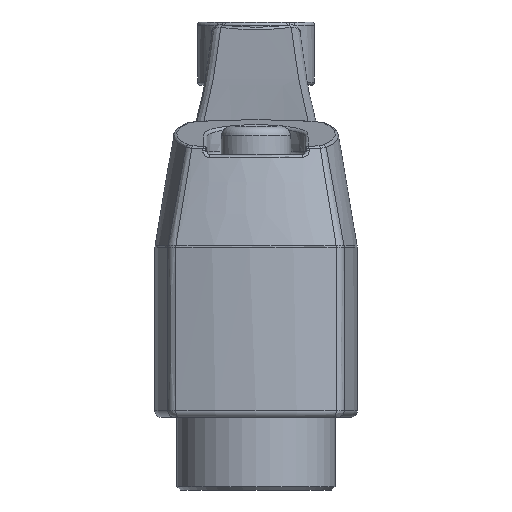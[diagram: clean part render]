
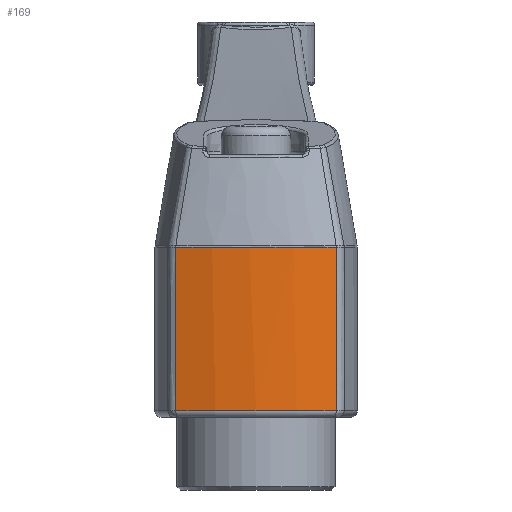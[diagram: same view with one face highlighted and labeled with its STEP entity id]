
A CAD part, left-side view. The second image highlights one B-rep face of the part: STEP entity #169.
In plain terms, the highlighted cylindrical face has radius 39.985 mm (diameter 79.97 mm), a partial arc.
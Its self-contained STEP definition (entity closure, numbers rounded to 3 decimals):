
#169 = ADVANCED_FACE( '', ( #467 ), #468, .T. );
#467 = FACE_OUTER_BOUND( '', #972, .T. );
#468 = CYLINDRICAL_SURFACE( '', #973, 39.985 );
#972 = EDGE_LOOP( '', ( #12003, #12004, #12005, #12006 ) );
#973 = AXIS2_PLACEMENT_3D( '', #12007, #12008, #12009 );
#12003 = ORIENTED_EDGE( '', *, *, #12925, .T. );
#12004 = ORIENTED_EDGE( '', *, *, #12926, .T. );
#12005 = ORIENTED_EDGE( '', *, *, #12927, .T. );
#12006 = ORIENTED_EDGE( '', *, *, #12928, .T. );
#12007 = CARTESIAN_POINT( '', ( 23.985, 0., 0. ) );
#12008 = DIRECTION( '', ( 0., 0., 1. ) );
#12009 = DIRECTION( '', ( -1., 0., 0. ) );
#12925 = EDGE_CURVE( '', #13375, #13376, #13377, .T. );
#12926 = EDGE_CURVE( '', #13376, #13378, #13379, .F. );
#12927 = EDGE_CURVE( '', #13378, #13380, #13381, .T. );
#12928 = EDGE_CURVE( '', #13380, #13375, #13382, .T. );
#13375 = VERTEX_POINT( '', #14120 );
#13376 = VERTEX_POINT( '', #14121 );
#13377 = B_SPLINE_CURVE_WITH_KNOTS( '', 3, ( #14122, #14123, #14124, #14125 ), .UNSPECIFIED., .F., .F., ( 4, 4 ), ( 0.006, 0.963 ), .UNSPECIFIED. );
#13378 = VERTEX_POINT( '', #14126 );
#13379 = CIRCLE( '', #14127, 39.985 );
#13380 = VERTEX_POINT( '', #14128 );
#13381 = B_SPLINE_CURVE_WITH_KNOTS( '', 3, ( #14129, #14130, #14131, #14132 ), .UNSPECIFIED., .F., .F., ( 4, 4 ), ( 0.037, 0.994 ), .UNSPECIFIED. );
#13382 = B_SPLINE_CURVE_WITH_KNOTS( '', 3, ( #14133, #14134, #14135, #14136, #14137, #14138, #14139, #14140, #14141, #14142, #14143, #14144, #14145, #14146, #14147, #14148, #14149, #14150, #14151, #14152, #14153, #14154, #14155, #14156, #14157, #14158, #14159, #14160, #14161, #14162, #14163, #14164, #14165, #14166, #14167, #14168, #14169, #14170, #14171, #14172 ), .UNSPECIFIED., .F., .F., ( 4, 1, 2, 2, 2, 2, 2, 2, 2, 2, 2, 2, 2, 2, 2, 1, 2, 2, 2, 2, 4 ), ( 0., 0.001, 0.002, 0.003, 0.005, 0.006, 0.007, 0.008, 0.01, 0.011, 0.013, 0.014, 0.016, 0.018, 0.018, 0.019, 0.021, 0.022, 0.022, 0.024, 0.026 ), .UNSPECIFIED. );
#14120 = CARTESIAN_POINT( '', ( -13.938, 12.675, 26.844 ) );
#14121 = CARTESIAN_POINT( '', ( -13.938, 12.675, 1. ) );
#14122 = CARTESIAN_POINT( '', ( -13.938, 12.675, 26.844 ) );
#14123 = CARTESIAN_POINT( '', ( -13.938, 12.675, 18.23 ) );
#14124 = CARTESIAN_POINT( '', ( -13.938, 12.675, 9.615 ) );
#14125 = CARTESIAN_POINT( '', ( -13.938, 12.675, 1. ) );
#14126 = CARTESIAN_POINT( '', ( -13.938, -12.675, 1. ) );
#14127 = AXIS2_PLACEMENT_3D( '', #18716, #18717, #18718 );
#14128 = CARTESIAN_POINT( '', ( -13.938, -12.675, 26.844 ) );
#14129 = CARTESIAN_POINT( '', ( -13.938, -12.675, 1. ) );
#14130 = CARTESIAN_POINT( '', ( -13.938, -12.675, 9.615 ) );
#14131 = CARTESIAN_POINT( '', ( -13.938, -12.675, 18.23 ) );
#14132 = CARTESIAN_POINT( '', ( -13.938, -12.675, 26.844 ) );
#14133 = CARTESIAN_POINT( '', ( -13.938, -12.675, 26.844 ) );
#14134 = CARTESIAN_POINT( '', ( -14.024, -12.418, 26.845 ) );
#14135 = CARTESIAN_POINT( '', ( -14.19, -11.903, 26.847 ) );
#14136 = CARTESIAN_POINT( '', ( -14.346, -11.386, 26.848 ) );
#14137 = CARTESIAN_POINT( '', ( -14.571, -10.61, 26.851 ) );
#14138 = CARTESIAN_POINT( '', ( -14.71, -10.09, 26.852 ) );
#14139 = CARTESIAN_POINT( '', ( -14.967, -9.048, 26.855 ) );
#14140 = CARTESIAN_POINT( '', ( -15.084, -8.525, 26.856 ) );
#14141 = CARTESIAN_POINT( '', ( -15.299, -7.475, 26.859 ) );
#14142 = CARTESIAN_POINT( '', ( -15.395, -6.949, 26.86 ) );
#14143 = CARTESIAN_POINT( '', ( -15.524, -6.157, 26.861 ) );
#14144 = CARTESIAN_POINT( '', ( -15.564, -5.892, 26.861 ) );
#14145 = CARTESIAN_POINT( '', ( -15.64, -5.362, 26.862 ) );
#14146 = CARTESIAN_POINT( '', ( -15.675, -5.097, 26.863 ) );
#14147 = CARTESIAN_POINT( '', ( -15.772, -4.3, 26.864 ) );
#14148 = CARTESIAN_POINT( '', ( -15.826, -3.766, 26.864 ) );
#14149 = CARTESIAN_POINT( '', ( -15.913, -2.696, 26.865 ) );
#14150 = CARTESIAN_POINT( '', ( -15.945, -2.16, 26.865 ) );
#14151 = CARTESIAN_POINT( '', ( -15.989, -1.082, 26.866 ) );
#14152 = CARTESIAN_POINT( '', ( -16., -0.542, 26.866 ) );
#14153 = CARTESIAN_POINT( '', ( -16., 0.542, 26.866 ) );
#14154 = CARTESIAN_POINT( '', ( -15.989, 1.082, 26.866 ) );
#14155 = CARTESIAN_POINT( '', ( -15.945, 2.16, 26.865 ) );
#14156 = CARTESIAN_POINT( '', ( -15.913, 2.696, 26.865 ) );
#14157 = CARTESIAN_POINT( '', ( -15.826, 3.766, 26.864 ) );
#14158 = CARTESIAN_POINT( '', ( -15.772, 4.3, 26.864 ) );
#14159 = CARTESIAN_POINT( '', ( -15.675, 5.097, 26.862 ) );
#14160 = CARTESIAN_POINT( '', ( -15.64, 5.362, 26.862 ) );
#14161 = CARTESIAN_POINT( '', ( -15.564, 5.892, 26.861 ) );
#14162 = CARTESIAN_POINT( '', ( -15.443, 6.686, 26.86 ) );
#14163 = CARTESIAN_POINT( '', ( -15.299, 7.475, 26.858 ) );
#14164 = CARTESIAN_POINT( '', ( -15.138, 8.262, 26.857 ) );
#14165 = CARTESIAN_POINT( '', ( -15.082, 8.524, 26.856 ) );
#14166 = CARTESIAN_POINT( '', ( -14.964, 9.047, 26.855 ) );
#14167 = CARTESIAN_POINT( '', ( -14.902, 9.308, 26.854 ) );
#14168 = CARTESIAN_POINT( '', ( -14.71, 10.09, 26.852 ) );
#14169 = CARTESIAN_POINT( '', ( -14.571, 10.61, 26.851 ) );
#14170 = CARTESIAN_POINT( '', ( -14.271, 11.645, 26.848 ) );
#14171 = CARTESIAN_POINT( '', ( -14.11, 12.161, 26.846 ) );
#14172 = CARTESIAN_POINT( '', ( -13.938, 12.675, 26.844 ) );
#18716 = CARTESIAN_POINT( '', ( 23.985, 0., 1. ) );
#18717 = DIRECTION( '', ( 0., 0., -1. ) );
#18718 = DIRECTION( '', ( -1., 0., 0. ) );
